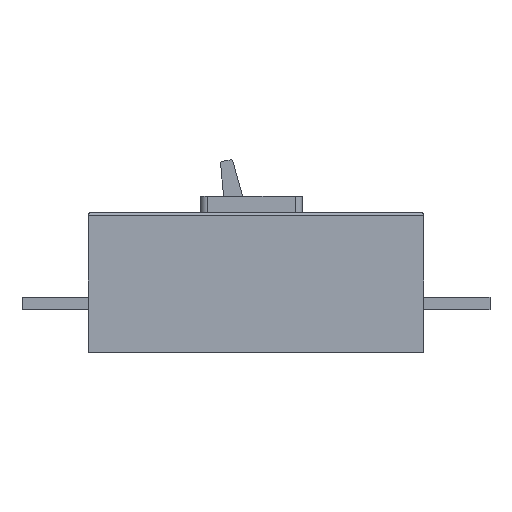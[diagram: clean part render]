
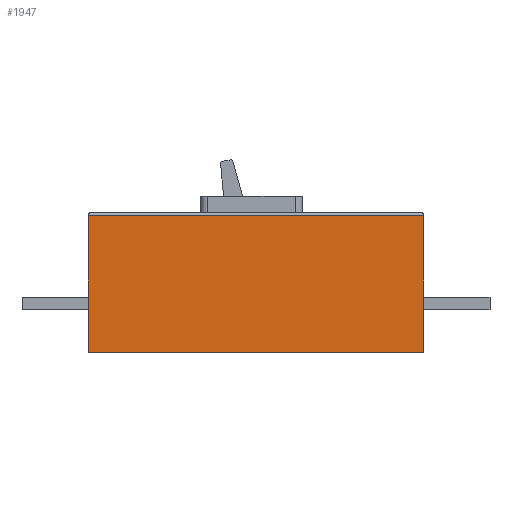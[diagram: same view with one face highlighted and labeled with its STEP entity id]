
A CAD part, left-side view. The second image highlights one B-rep face of the part: STEP entity #1947.
In plain terms, the highlighted planar face has unit normal (-1, 0, 0).
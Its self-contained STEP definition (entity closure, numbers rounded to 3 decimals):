
#457 = CARTESIAN_POINT ( 'NONE',  ( -105., -164.5, 0. ) ) ;
#678 = EDGE_CURVE ( 'NONE', #3532, #8932, #1991, .T. ) ;
#747 = VECTOR ( 'NONE', #9518, 1000. ) ;
#781 = ORIENTED_EDGE ( 'NONE', *, *, #8356, .F. ) ;
#1150 = LINE ( 'NONE', #10455, #747 ) ;
#1347 = DIRECTION ( 'NONE',  ( 1., 0., 0. ) ) ;
#1947 = ADVANCED_FACE ( 'NONE', ( #9782 ), #8940, .F. ) ;
#1991 = LINE ( 'NONE', #3812, #8412 ) ;
#2056 = LINE ( 'NONE', #9597, #7968 ) ;
#2188 = CARTESIAN_POINT ( 'NONE',  ( -105., 164.5, 134. ) ) ;
#2561 = VECTOR ( 'NONE', #10421, 1000. ) ;
#3532 = VERTEX_POINT ( 'NONE', #4138 ) ;
#3812 = CARTESIAN_POINT ( 'NONE',  ( -105., 164.5, 134. ) ) ;
#3884 = CARTESIAN_POINT ( 'NONE',  ( -105., -164.5, 137. ) ) ;
#4138 = CARTESIAN_POINT ( 'NONE',  ( -105., -164.5, 134. ) ) ;
#4571 = ORIENTED_EDGE ( 'NONE', *, *, #678, .T. ) ;
#4696 = DIRECTION ( 'NONE',  ( 0., 0., -1. ) ) ;
#4793 = DIRECTION ( 'NONE',  ( 0., 0., -1. ) ) ;
#4844 = EDGE_CURVE ( 'NONE', #8932, #5830, #2056, .T. ) ;
#5280 = CARTESIAN_POINT ( 'NONE',  ( -105., 164.5, 0. ) ) ;
#5453 = DIRECTION ( 'NONE',  ( 0., 1., 0. ) ) ;
#5830 = VERTEX_POINT ( 'NONE', #5280 ) ;
#6575 = VERTEX_POINT ( 'NONE', #9490 ) ;
#7050 = ORIENTED_EDGE ( 'NONE', *, *, #9146, .T. ) ;
#7057 = LINE ( 'NONE', #457, #2561 ) ;
#7968 = VECTOR ( 'NONE', #4793, 1000. ) ;
#8169 = ORIENTED_EDGE ( 'NONE', *, *, #4844, .T. ) ;
#8356 = EDGE_CURVE ( 'NONE', #3532, #6575, #1150, .T. ) ;
#8412 = VECTOR ( 'NONE', #5453, 1000. ) ;
#8579 = AXIS2_PLACEMENT_3D ( 'NONE', #3884, #1347, #4696 ) ;
#8932 = VERTEX_POINT ( 'NONE', #2188 ) ;
#8940 = PLANE ( 'NONE',  #8579 ) ;
#9146 = EDGE_CURVE ( 'NONE', #5830, #6575, #7057, .T. ) ;
#9490 = CARTESIAN_POINT ( 'NONE',  ( -105., -164.5, 0. ) ) ;
#9518 = DIRECTION ( 'NONE',  ( 0., 0., -1. ) ) ;
#9597 = CARTESIAN_POINT ( 'NONE',  ( -105., 164.5, 137. ) ) ;
#9782 = FACE_OUTER_BOUND ( 'NONE', #10284, .T. ) ;
#10284 = EDGE_LOOP ( 'NONE', ( #781, #4571, #8169, #7050 ) ) ;
#10421 = DIRECTION ( 'NONE',  ( 0., -1., 0. ) ) ;
#10455 = CARTESIAN_POINT ( 'NONE',  ( -105., -164.5, 137. ) ) ;
